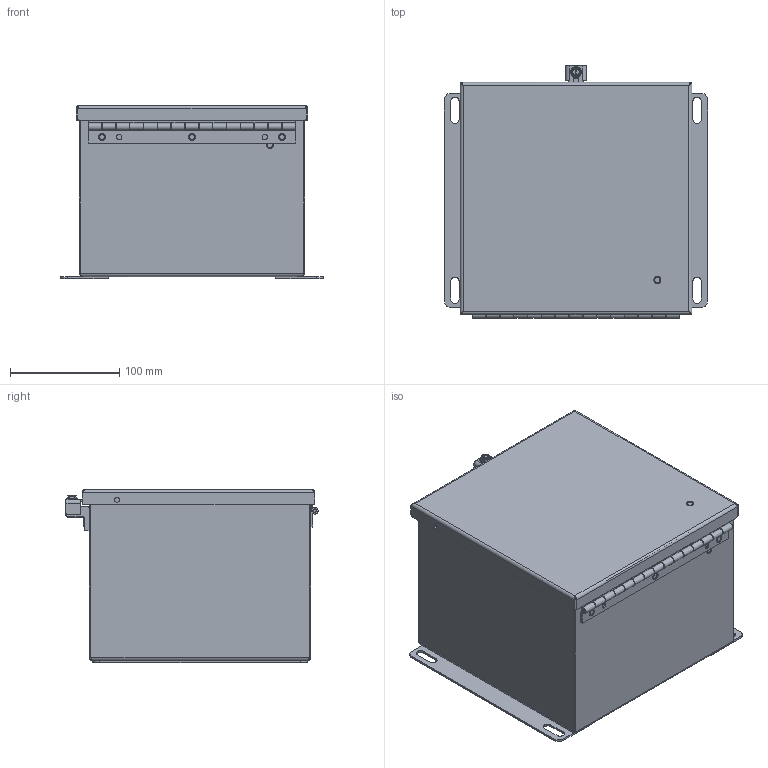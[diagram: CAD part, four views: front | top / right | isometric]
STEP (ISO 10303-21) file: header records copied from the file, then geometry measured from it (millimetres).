
FILE_DESCRIPTION (( 'STEP AP203' ), '1' );
FILE_NAME ('SCE-8086CHNF.step', '2021-02-09T19:59:44', ( 'ADC123' ), ( 'Microsoft' ), 'SwSTEP 2.0', 'SolidWorks 2019', '' );
FILE_SCHEMA (( 'CONFIG_CONTROL_DESIGN' ));
Products named in the file (1): SCE-8086CHNF
Bounding box: 241.3 x 231.25 x 159.13 mm (x, y, z)
Surface area: 601920.3 mm2 (no closed solid volume)
Topology: 0 solids, 30 shells, 1091 faces, 2817 edges, 1702 vertices
Faces by surface type: plane 500, cylinder 293, bspline 271, cone 27
Full cylindrical faces by diameter (mm): 3.124 x1, 4.763 x2, 4.775 x9, 4.826 x8, 4.902 x6, 4.905 x2, 5.537 x2, 6.35 x4, 6.502 x6, 7.112 x4, 7.14 x4, 9.474 x4, 10.058 x1
Entity records: 51044 total; most frequent: CARTESIAN_POINT 27685, ORIENTED_EDGE 5138, DIRECTION 4061, EDGE_CURVE 2577, VERTEX_POINT 1658, AXIS2_PLACEMENT_3D 1388, LINE 1285, VECTOR 1285
